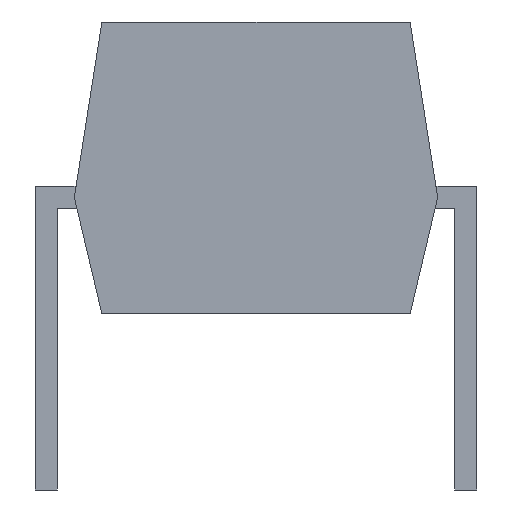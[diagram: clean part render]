
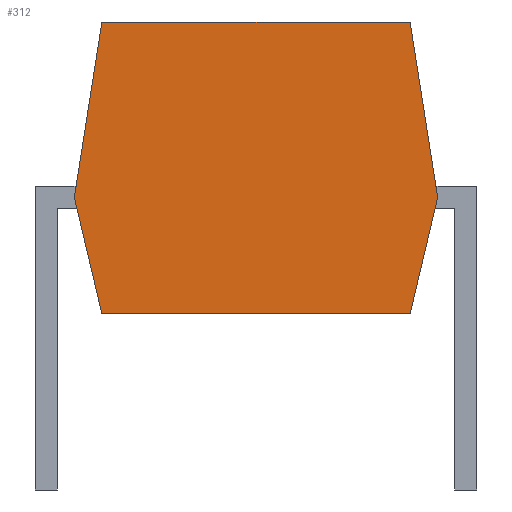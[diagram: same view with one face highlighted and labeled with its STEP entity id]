
A CAD part, front view. The second image highlights one B-rep face of the part: STEP entity #312.
In plain terms, the highlighted planar face has unit normal (0, -1, 0).
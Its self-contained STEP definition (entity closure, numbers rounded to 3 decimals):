
#24 = VERTEX_POINT('',#25);
#25 = CARTESIAN_POINT('',(1.01,-17.52,0.2));
#31 = EDGE_CURVE('',#24,#32,#34,.T.);
#32 = VERTEX_POINT('',#33);
#33 = CARTESIAN_POINT('',(6.61,-17.52,0.2));
#34 = LINE('',#35,#36);
#35 = CARTESIAN_POINT('',(1.01,-17.52,0.2));
#36 = VECTOR('',#37,1.);
#37 = DIRECTION('',(1.,0.,0.));
#70 = EDGE_CURVE('',#24,#71,#73,.T.);
#71 = VERTEX_POINT('',#72);
#72 = CARTESIAN_POINT('',(0.51,-17.52,2.32));
#73 = LINE('',#74,#75);
#74 = CARTESIAN_POINT('',(1.01,-17.52,0.2));
#75 = VECTOR('',#76,1.);
#76 = DIRECTION('',(-0.23,0.,0.973)
  );
#229 = VERTEX_POINT('',#230);
#230 = CARTESIAN_POINT('',(7.11,-17.52,2.32));
#236 = EDGE_CURVE('',#229,#32,#237,.T.);
#237 = LINE('',#238,#239);
#238 = CARTESIAN_POINT('',(7.11,-17.52,2.32));
#239 = VECTOR('',#240,1.);
#240 = DIRECTION('',(-0.23,0.,-0.973)
  );
#312 = ADVANCED_FACE('',(#313),#340,.F.);
#313 = FACE_BOUND('',#314,.T.);
#314 = EDGE_LOOP('',(#315,#316,#317,#325,#333,#339));
#315 = ORIENTED_EDGE('',*,*,#31,.T.);
#316 = ORIENTED_EDGE('',*,*,#236,.F.);
#317 = ORIENTED_EDGE('',*,*,#318,.F.);
#318 = EDGE_CURVE('',#319,#229,#321,.T.);
#319 = VERTEX_POINT('',#320);
#320 = CARTESIAN_POINT('',(6.61,-17.52,5.5));
#321 = LINE('',#322,#323);
#322 = CARTESIAN_POINT('',(6.61,-17.52,5.5));
#323 = VECTOR('',#324,1.);
#324 = DIRECTION('',(0.155,0.,-0.988)
  );
#325 = ORIENTED_EDGE('',*,*,#326,.F.);
#326 = EDGE_CURVE('',#327,#319,#329,.T.);
#327 = VERTEX_POINT('',#328);
#328 = CARTESIAN_POINT('',(1.01,-17.52,5.5));
#329 = LINE('',#330,#331);
#330 = CARTESIAN_POINT('',(1.01,-17.52,5.5));
#331 = VECTOR('',#332,1.);
#332 = DIRECTION('',(1.,0.,0.));
#333 = ORIENTED_EDGE('',*,*,#334,.F.);
#334 = EDGE_CURVE('',#71,#327,#335,.T.);
#335 = LINE('',#336,#337);
#336 = CARTESIAN_POINT('',(0.51,-17.52,2.32));
#337 = VECTOR('',#338,1.);
#338 = DIRECTION('',(0.155,0.,0.988)
  );
#339 = ORIENTED_EDGE('',*,*,#70,.F.);
#340 = PLANE('',#341);
#341 = AXIS2_PLACEMENT_3D('',#342,#343,#344);
#342 = CARTESIAN_POINT('',(1.01,-17.52,0.2));
#343 = DIRECTION('',(0.,1.,0.));
#344 = DIRECTION('',(0.,0.,1.));
